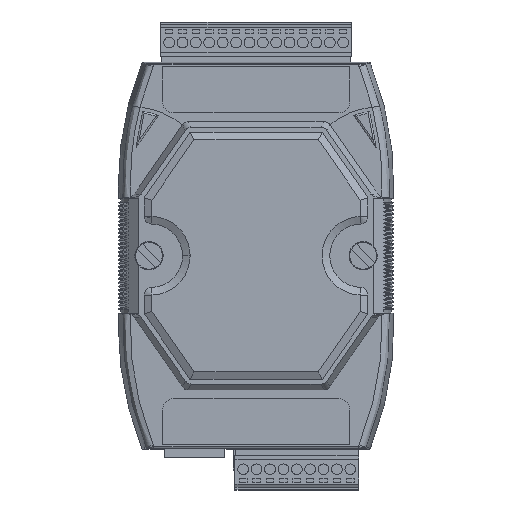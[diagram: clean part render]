
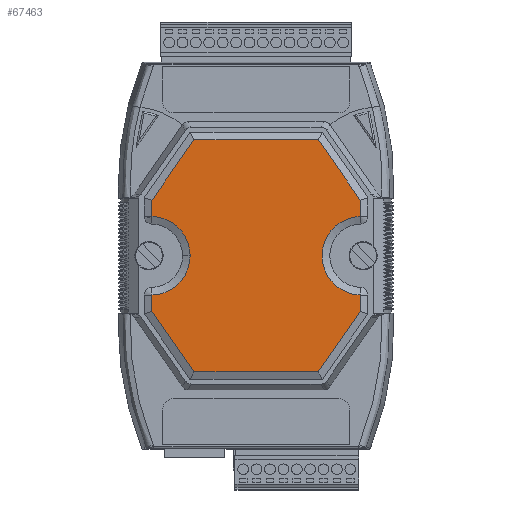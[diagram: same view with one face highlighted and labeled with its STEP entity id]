
A CAD part, top view. The second image highlights one B-rep face of the part: STEP entity #67463.
In plain terms, the highlighted planar face has unit normal (0, 0, 1).
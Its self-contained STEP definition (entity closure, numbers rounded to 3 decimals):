
#416 = VERTEX_POINT ( 'NONE', #47639 ) ;
#1761 = DIRECTION ( 'NONE',  ( 0., 1., 0. ) ) ;
#1917 = DIRECTION ( 'NONE',  ( 1., 0., 0. ) ) ;
#2639 = VECTOR ( 'NONE', #77568, 1000. ) ;
#3085 = DIRECTION ( 'NONE',  ( 1., 0., 0. ) ) ;
#3234 = DIRECTION ( 'NONE',  ( 0., 1., 0. ) ) ;
#3608 = DIRECTION ( 'NONE',  ( 0., -1., 0. ) ) ;
#4178 = CARTESIAN_POINT ( 'NONE',  ( -16.259, 30.35, 13.9 ) ) ;
#4426 = VERTEX_POINT ( 'NONE', #4178 ) ;
#5611 = LINE ( 'NONE', #55258, #62284 ) ;
#6544 = CARTESIAN_POINT ( 'NONE',  ( -27.25, -14.536, 13.9 ) ) ;
#9855 = EDGE_LOOP ( 'NONE', ( #14047, #111701, #61959, #120152, #126794, #52742, #95084, #121407, #30181, #107369, #62203, #25996, #95751 ) ) ;
#10363 = LINE ( 'NONE', #60699, #93947 ) ;
#11781 = VECTOR ( 'NONE', #131633, 1000. ) ;
#14047 = ORIENTED_EDGE ( 'NONE', *, *, #32057, .T. ) ;
#18413 = CARTESIAN_POINT ( 'NONE',  ( -17.25, 0., 13.9 ) ) ;
#18577 = AXIS2_PLACEMENT_3D ( 'NONE', #69934, #49500, #80119 ) ;
#18642 = VECTOR ( 'NONE', #128429, 1000. ) ;
#19663 = VERTEX_POINT ( 'NONE', #121967 ) ;
#23039 = CARTESIAN_POINT ( 'NONE',  ( -16.259, -30.35, 13.9 ) ) ;
#23476 = DIRECTION ( 'NONE',  ( 0., 0., -1. ) ) ;
#24087 = CARTESIAN_POINT ( 'NONE',  ( 27.608, -14.021, 13.9 ) ) ;
#24328 = EDGE_CURVE ( 'NONE', #63833, #122043, #36049, .T. ) ;
#24360 = LINE ( 'NONE', #85600, #18642 ) ;
#25640 = LINE ( 'NONE', #55556, #92452 ) ;
#25996 = ORIENTED_EDGE ( 'NONE', *, *, #31175, .T. ) ;
#28791 = VERTEX_POINT ( 'NONE', #52613 ) ;
#30181 = ORIENTED_EDGE ( 'NONE', *, *, #108943, .T. ) ;
#30227 = EDGE_CURVE ( 'NONE', #84598, #58377, #25640, .T. ) ;
#30828 = EDGE_CURVE ( 'NONE', #84297, #19663, #117704, .T. ) ;
#30916 = LINE ( 'NONE', #41129, #68725 ) ;
#31175 = EDGE_CURVE ( 'NONE', #122043, #110068, #44695, .T. ) ;
#31845 = DIRECTION ( 'NONE',  ( 0., 0., -1. ) ) ;
#32057 = EDGE_CURVE ( 'NONE', #28791, #60008, #5611, .T. ) ;
#32781 = LINE ( 'NONE', #84485, #11781 ) ;
#36049 = LINE ( 'NONE', #87085, #2639 ) ;
#38049 = DIRECTION ( 'NONE',  ( 1., 0., 0. ) ) ;
#39159 = CARTESIAN_POINT ( 'NONE',  ( -27.25, 10.296, 13.9 ) ) ;
#39970 = FACE_OUTER_BOUND ( 'NONE', #9855, .T. ) ;
#41129 = CARTESIAN_POINT ( 'NONE',  ( -27.608, 14.021, 13.9 ) ) ;
#42371 = EDGE_CURVE ( 'NONE', #4426, #63833, #30916, .T. ) ;
#44695 = CIRCLE ( 'NONE', #57701, 10.3 ) ;
#45221 = CARTESIAN_POINT ( 'NONE',  ( -27.55, 0., 13.9 ) ) ;
#45826 = DIRECTION ( 'NONE',  ( 0.571, 0.821, 0. ) ) ;
#47639 = CARTESIAN_POINT ( 'NONE',  ( 27.25, 10.296, 13.9 ) ) ;
#49500 = DIRECTION ( 'NONE',  ( 0., 0., 1. ) ) ;
#50022 = CARTESIAN_POINT ( 'NONE',  ( 16.259, 30.35, 13.9 ) ) ;
#52613 = CARTESIAN_POINT ( 'NONE',  ( -27.25, -10.296, 13.9 ) ) ;
#52742 = ORIENTED_EDGE ( 'NONE', *, *, #72776, .T. ) ;
#52781 = CARTESIAN_POINT ( 'NONE',  ( 27.25, -10.296, 13.9 ) ) ;
#55258 = CARTESIAN_POINT ( 'NONE',  ( -27.25, -10.296, 13.9 ) ) ;
#55556 = CARTESIAN_POINT ( 'NONE',  ( 27.25, -10.296, 13.9 ) ) ;
#56687 = CARTESIAN_POINT ( 'NONE',  ( -27.25, 14.536, 13.9 ) ) ;
#56694 = EDGE_CURVE ( 'NONE', #60008, #84297, #10363, .T. ) ;
#57701 = AXIS2_PLACEMENT_3D ( 'NONE', #63160, #31845, #1917 ) ;
#58377 = VERTEX_POINT ( 'NONE', #129824 ) ;
#58448 = CARTESIAN_POINT ( 'NONE',  ( 27.55, 0., 13.9 ) ) ;
#60008 = VERTEX_POINT ( 'NONE', #6544 ) ;
#60699 = CARTESIAN_POINT ( 'NONE',  ( -11.486, -37.218, 13.9 ) ) ;
#61647 = LINE ( 'NONE', #52781, #99994 ) ;
#61959 = ORIENTED_EDGE ( 'NONE', *, *, #30828, .T. ) ;
#62203 = ORIENTED_EDGE ( 'NONE', *, *, #24328, .T. ) ;
#62284 = VECTOR ( 'NONE', #3608, 1000. ) ;
#63160 = CARTESIAN_POINT ( 'NONE',  ( -27.55, 0., 13.9 ) ) ;
#63833 = VERTEX_POINT ( 'NONE', #56687 ) ;
#64230 = VECTOR ( 'NONE', #127228, 1000. ) ;
#66843 = AXIS2_PLACEMENT_3D ( 'NONE', #58448, #99969, #38049 ) ;
#67463 = ADVANCED_FACE ( 'NONE', ( #39970 ), #131147, .T. ) ;
#68725 = VECTOR ( 'NONE', #121437, 1000. ) ;
#69934 = CARTESIAN_POINT ( 'NONE',  ( 27.25, -10.296, 13.9 ) ) ;
#70723 = AXIS2_PLACEMENT_3D ( 'NONE', #45221, #23476, #3085 ) ;
#72776 = EDGE_CURVE ( 'NONE', #58377, #416, #125493, .T. ) ;
#72947 = DIRECTION ( 'NONE',  ( 0.571, -0.821, 0. ) ) ;
#77568 = DIRECTION ( 'NONE',  ( 0., -1., 0. ) ) ;
#78684 = CARTESIAN_POINT ( 'NONE',  ( 27.25, -14.536, 13.9 ) ) ;
#80115 = VERTEX_POINT ( 'NONE', #104298 ) ;
#80119 = DIRECTION ( 'NONE',  ( 1., 0., 0. ) ) ;
#84297 = VERTEX_POINT ( 'NONE', #23039 ) ;
#84485 = CARTESIAN_POINT ( 'NONE',  ( -17.305, 30.35, 13.9 ) ) ;
#84598 = VERTEX_POINT ( 'NONE', #78684 ) ;
#85051 = EDGE_CURVE ( 'NONE', #110068, #28791, #90173, .T. ) ;
#85600 = CARTESIAN_POINT ( 'NONE',  ( 38.887, -2.208, 13.9 ) ) ;
#87085 = CARTESIAN_POINT ( 'NONE',  ( -27.25, 10.296, 13.9 ) ) ;
#87136 = EDGE_CURVE ( 'NONE', #80115, #97821, #24360, .T. ) ;
#90173 = CIRCLE ( 'NONE', #70723, 10.3 ) ;
#92452 = VECTOR ( 'NONE', #3234, 1000. ) ;
#93947 = VECTOR ( 'NONE', #72947, 1000. ) ;
#95084 = ORIENTED_EDGE ( 'NONE', *, *, #127722, .T. ) ;
#95751 = ORIENTED_EDGE ( 'NONE', *, *, #85051, .T. ) ;
#97821 = VERTEX_POINT ( 'NONE', #50022 ) ;
#99969 = DIRECTION ( 'NONE',  ( 0., 0., -1. ) ) ;
#99994 = VECTOR ( 'NONE', #1761, 1000. ) ;
#104298 = CARTESIAN_POINT ( 'NONE',  ( 27.25, 14.536, 13.9 ) ) ;
#107369 = ORIENTED_EDGE ( 'NONE', *, *, #42371, .T. ) ;
#108943 = EDGE_CURVE ( 'NONE', #97821, #4426, #32781, .T. ) ;
#109368 = EDGE_CURVE ( 'NONE', #19663, #84598, #128149, .T. ) ;
#110068 = VERTEX_POINT ( 'NONE', #18413 ) ;
#111701 = ORIENTED_EDGE ( 'NONE', *, *, #56694, .T. ) ;
#117704 = LINE ( 'NONE', #125230, #64230 ) ;
#120152 = ORIENTED_EDGE ( 'NONE', *, *, #109368, .T. ) ;
#120328 = VECTOR ( 'NONE', #45826, 1000. ) ;
#121407 = ORIENTED_EDGE ( 'NONE', *, *, #87136, .T. ) ;
#121437 = DIRECTION ( 'NONE',  ( -0.571, -0.821, 0. ) ) ;
#121967 = CARTESIAN_POINT ( 'NONE',  ( 16.259, -30.35, 13.9 ) ) ;
#122043 = VERTEX_POINT ( 'NONE', #39159 ) ;
#125230 = CARTESIAN_POINT ( 'NONE',  ( 17.305, -30.35, 13.9 ) ) ;
#125493 = CIRCLE ( 'NONE', #66843, 10.3 ) ;
#126794 = ORIENTED_EDGE ( 'NONE', *, *, #30227, .T. ) ;
#127228 = DIRECTION ( 'NONE',  ( 1., 0., 0. ) ) ;
#127722 = EDGE_CURVE ( 'NONE', #416, #80115, #61647, .T. ) ;
#128149 = LINE ( 'NONE', #24087, #120328 ) ;
#128429 = DIRECTION ( 'NONE',  ( -0.571, 0.821, 0. ) ) ;
#129824 = CARTESIAN_POINT ( 'NONE',  ( 27.25, -10.296, 13.9 ) ) ;
#131147 = PLANE ( 'NONE',  #18577 ) ;
#131633 = DIRECTION ( 'NONE',  ( -1., 0., 0. ) ) ;
